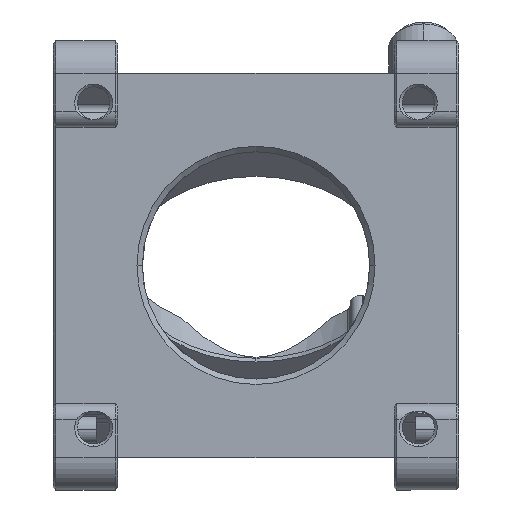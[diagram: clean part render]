
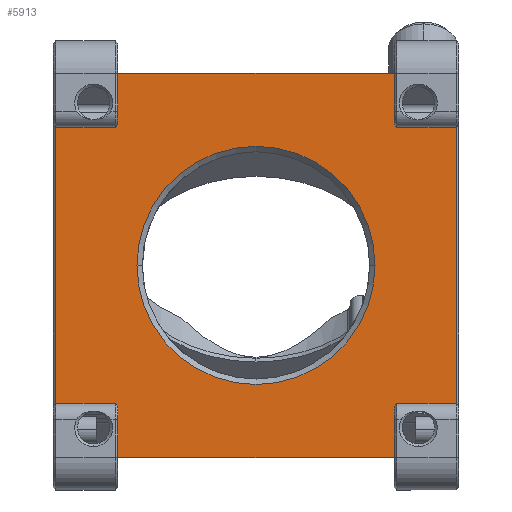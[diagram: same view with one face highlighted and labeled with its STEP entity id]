
A CAD part, left-side view. The second image highlights one B-rep face of the part: STEP entity #5913.
In plain terms, the highlighted planar face has unit normal (-1, 0, 0).
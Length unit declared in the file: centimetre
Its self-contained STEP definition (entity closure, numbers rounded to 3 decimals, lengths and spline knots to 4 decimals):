
#2800 = VERTEX_POINT ( 'NONE', #10768 ) ;
#2939 = EDGE_CURVE ( 'NONE', #2988, #2950, #11037, .T. ) ;
#2950 = VERTEX_POINT ( 'NONE', #11058 ) ;
#2988 = VERTEX_POINT ( 'NONE', #10942 ) ;
#3001 = EDGE_CURVE ( 'NONE', #2988, #2800, #11202, .T. ) ;
#3325 = EDGE_CURVE ( 'NONE', #3343, #3334, #11645, .T. ) ;
#3334 = VERTEX_POINT ( 'NONE', #11693 ) ;
#3343 = VERTEX_POINT ( 'NONE', #11806 ) ;
#3474 = EDGE_CURVE ( 'NONE', #3343, #2950, #11826, .T. ) ;
#3595 = EDGE_CURVE ( 'NONE', #3596, #3597, #12397, .T. ) ;
#3596 = VERTEX_POINT ( 'NONE', #12214 ) ;
#3597 = VERTEX_POINT ( 'NONE', #12398 ) ;
#3600 = VERTEX_POINT ( 'NONE', #12393 ) ;
#3613 = VERTEX_POINT ( 'NONE', #12213 ) ;
#3621 = VERTEX_POINT ( 'NONE', #12324 ) ;
#3749 = VERTEX_POINT ( 'NONE', #12602 ) ;
#3755 = EDGE_CURVE ( 'NONE', #3833, #3613, #12607, .T. ) ;
#3758 = EDGE_CURVE ( 'NONE', #3621, #3600, #12514, .T. ) ;
#3759 = EDGE_CURVE ( 'NONE', #3749, #3621, #12510, .T. ) ;
#3829 = EDGE_CURVE ( 'NONE', #3600, #3597, #12674, .T. ) ;
#3833 = VERTEX_POINT ( 'NONE', #12788 ) ;
#3872 = EDGE_CURVE ( 'NONE', #3749, #4116, #12747, .T. ) ;
#4100 = EDGE_CURVE ( 'NONE', #3833, #4116, #13222, .T. ) ;
#4116 = VERTEX_POINT ( 'NONE', #13097 ) ;
#4174 = VERTEX_POINT ( 'NONE', #13305 ) ;
#4191 = EDGE_CURVE ( 'NONE', #4174, #3613, #13410, .T. ) ;
#5705 = EDGE_CURVE ( 'NONE', #5869, #2800, #15015, .T. ) ;
#5707 = ORIENTED_EDGE ( 'NONE', *, *, #5705, .T. ) ;
#5720 = ORIENTED_EDGE ( 'NONE', *, *, #3872, .T. ) ;
#5721 = ORIENTED_EDGE ( 'NONE', *, *, #5870, .F. ) ;
#5730 = ORIENTED_EDGE ( 'NONE', *, *, #2939, .T. ) ;
#5731 = ORIENTED_EDGE ( 'NONE', *, *, #4100, .F. ) ;
#5771 = ORIENTED_EDGE ( 'NONE', *, *, #3001, .F. ) ;
#5772 = ORIENTED_EDGE ( 'NONE', *, *, #5873, .T. ) ;
#5773 = ORIENTED_EDGE ( 'NONE', *, *, #3474, .F. ) ;
#5780 = ORIENTED_EDGE ( 'NONE', *, *, #5885, .F. ) ;
#5781 = ORIENTED_EDGE ( 'NONE', *, *, #3325, .T. ) ;
#5782 = ORIENTED_EDGE ( 'NONE', *, *, #3595, .T. ) ;
#5869 = VERTEX_POINT ( 'NONE', #15274 ) ;
#5870 = EDGE_CURVE ( 'NONE', #5869, #5876, #15354, .T. ) ;
#5873 = EDGE_CURVE ( 'NONE', #4174, #5876, #15355, .T. ) ;
#5876 = VERTEX_POINT ( 'NONE', #15340 ) ;
#5877 = ORIENTED_EDGE ( 'NONE', *, *, #3829, .F. ) ;
#5878 = ORIENTED_EDGE ( 'NONE', *, *, #3759, .F. ) ;
#5885 = EDGE_CURVE ( 'NONE', #3596, #3334, #15331, .T. ) ;
#5886 = ORIENTED_EDGE ( 'NONE', *, *, #4191, .F. ) ;
#5887 = ORIENTED_EDGE ( 'NONE', *, *, #3758, .F. ) ;
#5906 = EDGE_LOOP ( 'NONE', ( #5773, #5781, #5780, #5782, #5877, #5887, #5878, #5720, #5731, #5935, #5886, #5772, #5721, #5707, #5771, #5730 ) ) ;
#5911 = EDGE_CURVE ( 'NONE', #9509, #9357, #15466, .T. ) ;
#5913 = ADVANCED_FACE ( 'NONE', ( #15492, #15467 ), #15457, .F. ) ;
#5914 = ORIENTED_EDGE ( 'NONE', *, *, #5911, .T. ) ;
#5935 = ORIENTED_EDGE ( 'NONE', *, *, #3755, .T. ) ;
#5941 = ORIENTED_EDGE ( 'NONE', *, *, #9456, .T. ) ;
#5942 = EDGE_LOOP ( 'NONE', ( #5941, #5914 ) ) ;
#9357 = VERTEX_POINT ( 'NONE', #18200 ) ;
#9456 = EDGE_CURVE ( 'NONE', #9357, #9509, #18416, .T. ) ;
#9509 = VERTEX_POINT ( 'NONE', #18695 ) ;
#10768 = CARTESIAN_POINT ( 'NONE',  ( -3.993, -1.664, -3.55 ) ) ;
#10942 = CARTESIAN_POINT ( 'NONE',  ( -3.993, -1.664, -2.6 ) ) ;
#11037 = LINE ( 'NONE', #11056, #11055 ) ;
#11054 = DIRECTION ( 'NONE',  ( 0., -0.707, 0.707 ) ) ;
#11055 = VECTOR ( 'NONE', #11054, 100. ) ;
#11056 = CARTESIAN_POINT ( 'NONE',  ( -3.993, -1.589, -2.675 ) ) ;
#11058 = CARTESIAN_POINT ( 'NONE',  ( -3.993, -1.714, -2.55 ) ) ;
#11200 = VECTOR ( 'NONE', #11285, 100. ) ;
#11201 = CARTESIAN_POINT ( 'NONE',  ( -3.993, -1.664, -4.15 ) ) ;
#11202 = LINE ( 'NONE', #11201, #11200 ) ;
#11285 = DIRECTION ( 'NONE',  ( 0., 0., -1. ) ) ;
#11645 = LINE ( 'NONE', #11696, #11695 ) ;
#11693 = CARTESIAN_POINT ( 'NONE',  ( -3.993, -2.814, 2.55 ) ) ;
#11694 = DIRECTION ( 'NONE',  ( 0., 0., 1. ) ) ;
#11695 = VECTOR ( 'NONE', #11694, 100. ) ;
#11696 = CARTESIAN_POINT ( 'NONE',  ( -3.993, -2.814, 3.55 ) ) ;
#11806 = CARTESIAN_POINT ( 'NONE',  ( -3.993, -2.814, -2.55 ) ) ;
#11823 = DIRECTION ( 'NONE',  ( 0., 1., 0. ) ) ;
#11824 = VECTOR ( 'NONE', #11823, 100. ) ;
#11825 = CARTESIAN_POINT ( 'NONE',  ( -3.993, -2.864, -2.55 ) ) ;
#11826 = LINE ( 'NONE', #11825, #11824 ) ;
#12213 = CARTESIAN_POINT ( 'NONE',  ( -3.993, 4.586, -2.55 ) ) ;
#12214 = CARTESIAN_POINT ( 'NONE',  ( -3.993, -1.714, 2.55 ) ) ;
#12324 = CARTESIAN_POINT ( 'NONE',  ( -3.993, 3.436, 3.55 ) ) ;
#12393 = CARTESIAN_POINT ( 'NONE',  ( -3.993, -1.664, 3.55 ) ) ;
#12394 = DIRECTION ( 'NONE',  ( 0., 0.707, 0.707 ) ) ;
#12395 = VECTOR ( 'NONE', #12394, 100. ) ;
#12396 = CARTESIAN_POINT ( 'NONE',  ( -3.993, 1.961, 6.225 ) ) ;
#12397 = LINE ( 'NONE', #12396, #12395 ) ;
#12398 = CARTESIAN_POINT ( 'NONE',  ( -3.993, -1.664, 2.6 ) ) ;
#12508 = VECTOR ( 'NONE', #12561, 100. ) ;
#12509 = CARTESIAN_POINT ( 'NONE',  ( -3.993, 3.436, 4.15 ) ) ;
#12510 = LINE ( 'NONE', #12509, #12508 ) ;
#12511 = DIRECTION ( 'NONE',  ( 0., -1., 0. ) ) ;
#12512 = VECTOR ( 'NONE', #12511, 100. ) ;
#12513 = CARTESIAN_POINT ( 'NONE',  ( -3.993, 4.636, 3.55 ) ) ;
#12514 = LINE ( 'NONE', #12513, #12512 ) ;
#12522 = DIRECTION ( 'NONE',  ( 0., 0., -1. ) ) ;
#12523 = VECTOR ( 'NONE', #12522, 100. ) ;
#12524 = CARTESIAN_POINT ( 'NONE',  ( -3.993, 4.586, 3.55 ) ) ;
#12561 = DIRECTION ( 'NONE',  ( 0., 0., 1. ) ) ;
#12602 = CARTESIAN_POINT ( 'NONE',  ( -3.993, 3.436, 2.6 ) ) ;
#12607 = LINE ( 'NONE', #12524, #12523 ) ;
#12671 = DIRECTION ( 'NONE',  ( 0., 0., -1. ) ) ;
#12672 = VECTOR ( 'NONE', #12671, 100. ) ;
#12673 = CARTESIAN_POINT ( 'NONE',  ( -3.993, -1.664, 4.15 ) ) ;
#12674 = LINE ( 'NONE', #12673, #12672 ) ;
#12744 = DIRECTION ( 'NONE',  ( 0., 0.707, -0.707 ) ) ;
#12745 = VECTOR ( 'NONE', #12744, 100. ) ;
#12746 = CARTESIAN_POINT ( 'NONE',  ( -3.993, 3.561, 2.475 ) ) ;
#12747 = LINE ( 'NONE', #12746, #12745 ) ;
#12788 = CARTESIAN_POINT ( 'NONE',  ( -3.993, 4.586, 2.55 ) ) ;
#13097 = CARTESIAN_POINT ( 'NONE',  ( -3.993, 3.486, 2.55 ) ) ;
#13219 = DIRECTION ( 'NONE',  ( 0., -1., 0. ) ) ;
#13220 = VECTOR ( 'NONE', #13219, 100. ) ;
#13221 = CARTESIAN_POINT ( 'NONE',  ( -3.993, 4.636, 2.55 ) ) ;
#13222 = LINE ( 'NONE', #13221, #13220 ) ;
#13305 = CARTESIAN_POINT ( 'NONE',  ( -3.993, 3.486, -2.55 ) ) ;
#13407 = DIRECTION ( 'NONE',  ( 0., 1., 0. ) ) ;
#13408 = VECTOR ( 'NONE', #13407, 100. ) ;
#13409 = CARTESIAN_POINT ( 'NONE',  ( -3.993, 4.636, -2.55 ) ) ;
#13410 = LINE ( 'NONE', #13409, #13408 ) ;
#14333 = VECTOR ( 'NONE', #14340, 100. ) ;
#14340 = DIRECTION ( 'NONE',  ( 0., -1., 0. ) ) ;
#15012 = DIRECTION ( 'NONE',  ( 0., -1., 0. ) ) ;
#15013 = VECTOR ( 'NONE', #15012, 100. ) ;
#15014 = CARTESIAN_POINT ( 'NONE',  ( -3.993, 4.636, -3.55 ) ) ;
#15015 = LINE ( 'NONE', #15014, #15013 ) ;
#15274 = CARTESIAN_POINT ( 'NONE',  ( -3.993, 3.436, -3.55 ) ) ;
#15330 = CARTESIAN_POINT ( 'NONE',  ( -3.993, -2.864, 2.55 ) ) ;
#15331 = LINE ( 'NONE', #15330, #14333 ) ;
#15340 = CARTESIAN_POINT ( 'NONE',  ( -3.993, 3.436, -2.6 ) ) ;
#15346 = DIRECTION ( 'NONE',  ( 0., -0.707, -0.707 ) ) ;
#15347 = VECTOR ( 'NONE', #15346, 100. ) ;
#15350 = CARTESIAN_POINT ( 'NONE',  ( -3.993, 7.111, 1.075 ) ) ;
#15351 = DIRECTION ( 'NONE',  ( 0., 0., 1. ) ) ;
#15352 = VECTOR ( 'NONE', #15351, 100. ) ;
#15353 = CARTESIAN_POINT ( 'NONE',  ( -3.993, 3.436, -4.15 ) ) ;
#15354 = LINE ( 'NONE', #15353, #15352 ) ;
#15355 = LINE ( 'NONE', #15350, #15347 ) ;
#15441 = CARTESIAN_POINT ( 'NONE',  ( -3.993, 4.636, 3.55 ) ) ;
#15443 = AXIS2_PLACEMENT_3D ( 'NONE', #15465, #15489, #15488 ) ;
#15445 = AXIS2_PLACEMENT_3D ( 'NONE', #15441, #15535, #15534 ) ;
#15457 = PLANE ( 'NONE',  #15445 ) ;
#15465 = CARTESIAN_POINT ( 'NONE',  ( -3.993, 0.886, 0. ) ) ;
#15466 = CIRCLE ( 'NONE', #15443, 2.2 ) ;
#15467 = FACE_OUTER_BOUND ( 'NONE', #5906, .T. ) ;
#15488 = DIRECTION ( 'NONE',  ( 0., 1., 0. ) ) ;
#15489 = DIRECTION ( 'NONE',  ( 1., 0., 0. ) ) ;
#15492 = FACE_BOUND ( 'NONE', #5942, .T. ) ;
#15534 = DIRECTION ( 'NONE',  ( 0., 1., 0. ) ) ;
#15535 = DIRECTION ( 'NONE',  ( 1., 0., 0. ) ) ;
#18200 = CARTESIAN_POINT ( 'NONE',  ( -3.993, -1.314, 0. ) ) ;
#18412 = DIRECTION ( 'NONE',  ( 0., 1., 0. ) ) ;
#18413 = DIRECTION ( 'NONE',  ( 1., 0., 0. ) ) ;
#18414 = CARTESIAN_POINT ( 'NONE',  ( -3.993, 0.886, 0. ) ) ;
#18415 = AXIS2_PLACEMENT_3D ( 'NONE', #18414, #18413, #18412 ) ;
#18416 = CIRCLE ( 'NONE', #18415, 2.2 ) ;
#18695 = CARTESIAN_POINT ( 'NONE',  ( -3.993, 3.086, 0. ) ) ;
